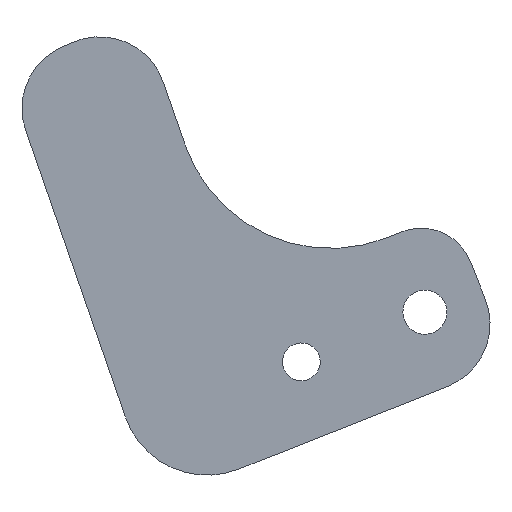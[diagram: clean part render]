
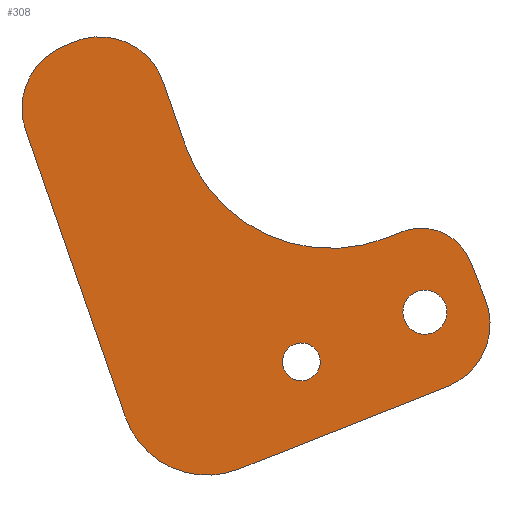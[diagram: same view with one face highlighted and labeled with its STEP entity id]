
A CAD part, left-side view. The second image highlights one B-rep face of the part: STEP entity #308.
In plain terms, the highlighted planar face has unit normal (-1, 0, 0).
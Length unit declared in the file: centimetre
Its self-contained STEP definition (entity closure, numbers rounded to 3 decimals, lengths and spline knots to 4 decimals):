
#17=FACE_BOUND('',#61,.T.);
#18=FACE_BOUND('',#62,.T.);
#26=PLANE('',#354);
#42=FACE_OUTER_BOUND('',#60,.T.);
#60=EDGE_LOOP('',(#271,#272,#273,#274,#275,#276,#277,#278,#279,#280,#281,
#282));
#61=EDGE_LOOP('',(#283));
#62=EDGE_LOOP('',(#284));
#67=LINE('',#467,#93);
#71=LINE('',#479,#97);
#75=LINE('',#491,#101);
#79=LINE('',#503,#105);
#83=LINE('',#515,#109);
#87=LINE('',#527,#113);
#93=VECTOR('',#375,1.);
#97=VECTOR('',#387,1.);
#101=VECTOR('',#399,1.);
#105=VECTOR('',#411,1.);
#109=VECTOR('',#423,1.);
#113=VECTOR('',#435,1.);
#115=CIRCLE('',#324,0.0984);
#117=CIRCLE('',#327,0.1146);
#120=CIRCLE('',#332,0.35);
#122=CIRCLE('',#336,0.45);
#124=CIRCLE('',#340,0.35);
#126=CIRCLE('',#344,0.35);
#128=CIRCLE('',#348,0.8);
#130=CIRCLE('',#352,0.275);
#131=VERTEX_POINT('',#449);
#133=VERTEX_POINT('',#455);
#137=VERTEX_POINT('',#464);
#138=VERTEX_POINT('',#466);
#140=VERTEX_POINT('',#472);
#142=VERTEX_POINT('',#478);
#144=VERTEX_POINT('',#484);
#146=VERTEX_POINT('',#490);
#148=VERTEX_POINT('',#496);
#150=VERTEX_POINT('',#502);
#152=VERTEX_POINT('',#508);
#154=VERTEX_POINT('',#514);
#156=VERTEX_POINT('',#520);
#158=VERTEX_POINT('',#526);
#159=EDGE_CURVE('',#131,#131,#115,.T.);
#162=EDGE_CURVE('',#133,#133,#117,.T.);
#167=EDGE_CURVE('',#138,#137,#67,.T.);
#170=EDGE_CURVE('',#140,#138,#120,.T.);
#173=EDGE_CURVE('',#142,#140,#71,.T.);
#176=EDGE_CURVE('',#144,#142,#122,.T.);
#179=EDGE_CURVE('',#146,#144,#75,.T.);
#182=EDGE_CURVE('',#148,#146,#124,.T.);
#185=EDGE_CURVE('',#150,#148,#79,.T.);
#188=EDGE_CURVE('',#152,#150,#126,.T.);
#191=EDGE_CURVE('',#154,#152,#83,.T.);
#194=EDGE_CURVE('',#156,#154,#128,.T.);
#197=EDGE_CURVE('',#158,#156,#87,.T.);
#200=EDGE_CURVE('',#137,#158,#130,.T.);
#271=ORIENTED_EDGE('',*,*,#200,.T.);
#272=ORIENTED_EDGE('',*,*,#197,.T.);
#273=ORIENTED_EDGE('',*,*,#194,.T.);
#274=ORIENTED_EDGE('',*,*,#191,.T.);
#275=ORIENTED_EDGE('',*,*,#188,.T.);
#276=ORIENTED_EDGE('',*,*,#185,.T.);
#277=ORIENTED_EDGE('',*,*,#182,.T.);
#278=ORIENTED_EDGE('',*,*,#179,.T.);
#279=ORIENTED_EDGE('',*,*,#176,.T.);
#280=ORIENTED_EDGE('',*,*,#173,.T.);
#281=ORIENTED_EDGE('',*,*,#170,.T.);
#282=ORIENTED_EDGE('',*,*,#167,.T.);
#283=ORIENTED_EDGE('',*,*,#159,.T.);
#284=ORIENTED_EDGE('',*,*,#162,.T.);
#308=ADVANCED_FACE('',(#42,#17,#18),#26,.F.);
#324=AXIS2_PLACEMENT_3D('',#450,#359,#360);
#327=AXIS2_PLACEMENT_3D('',#456,#366,#367);
#332=AXIS2_PLACEMENT_3D('',#473,#381,#382);
#336=AXIS2_PLACEMENT_3D('',#485,#393,#394);
#340=AXIS2_PLACEMENT_3D('',#497,#405,#406);
#344=AXIS2_PLACEMENT_3D('',#509,#417,#418);
#348=AXIS2_PLACEMENT_3D('',#521,#429,#430);
#352=AXIS2_PLACEMENT_3D('',#531,#441,#442);
#354=AXIS2_PLACEMENT_3D('',#533,#445,#446);
#359=DIRECTION('center_axis',(1.,0.,0.));
#360=DIRECTION('ref_axis',(0.,-0.373,-0.928));
#366=DIRECTION('center_axis',(1.,0.,0.));
#367=DIRECTION('ref_axis',(0.,-0.373,-0.928));
#375=DIRECTION('',(0.,0.368,0.93));
#381=DIRECTION('center_axis',(-1.,0.,0.));
#382=DIRECTION('ref_axis',(0.,-0.93,0.368));
#387=DIRECTION('',(0.,-0.93,0.368));
#393=DIRECTION('center_axis',(-1.,0.,0.));
#394=DIRECTION('ref_axis',(0.,-0.368,-0.93));
#399=DIRECTION('',(0.,-0.328,-0.945));
#405=DIRECTION('center_axis',(-1.,0.,0.));
#406=DIRECTION('ref_axis',(0.,0.945,-0.328));
#411=DIRECTION('',(0.,0.923,-0.386));
#417=DIRECTION('center_axis',(-1.,0.,0.));
#418=DIRECTION('ref_axis',(0.,0.386,0.923));
#423=DIRECTION('',(0.,0.328,0.945));
#429=DIRECTION('center_axis',(1.,0.,0.));
#430=DIRECTION('ref_axis',(0.,-0.368,-0.93));
#435=DIRECTION('',(0.,0.93,-0.368));
#441=DIRECTION('center_axis',(-1.,0.,0.));
#442=DIRECTION('ref_axis',(0.,0.368,0.93));
#445=DIRECTION('center_axis',(1.,0.,0.));
#446=DIRECTION('ref_axis',(0.,0.,-1.));
#449=CARTESIAN_POINT('',(-0.1224,18.7766,-7.6793));
#450=CARTESIAN_POINT('Origin',(-0.1224,18.7399,-7.7706));
#455=CARTESIAN_POINT('',(-0.1224,18.1403,-7.4059));
#456=CARTESIAN_POINT('Origin',(-0.1224,18.0975,-7.5122));
#464=CARTESIAN_POINT('',(-0.1224,17.861,-7.2498));
#466=CARTESIAN_POINT('',(-0.1224,17.7839,-7.4446));
#467=CARTESIAN_POINT('',(-0.1224,17.7839,-7.4446));
#472=CARTESIAN_POINT('',(-0.1224,17.9806,-7.8988));
#473=CARTESIAN_POINT('Origin',(-0.1224,18.1093,-7.5734));
#478=CARTESIAN_POINT('',(-0.1224,19.0635,-8.3273));
#479=CARTESIAN_POINT('',(-0.1224,19.0635,-8.3273));
#484=CARTESIAN_POINT('',(-0.1224,19.6541,-8.0566));
#485=CARTESIAN_POINT('Origin',(-0.1224,19.2291,-7.9089));
#490=CARTESIAN_POINT('',(-0.1224,20.1712,-6.5691));
#491=CARTESIAN_POINT('',(-0.1224,20.1712,-6.5691));
#496=CARTESIAN_POINT('',(-0.1224,19.9756,-6.1312));
#497=CARTESIAN_POINT('Origin',(-0.1224,19.8407,-6.4542));
#502=CARTESIAN_POINT('',(-0.1224,19.9222,-6.1089));
#503=CARTESIAN_POINT('',(-0.1224,19.9222,-6.1089));
#508=CARTESIAN_POINT('',(-0.1224,19.4566,-6.3169));
#509=CARTESIAN_POINT('Origin',(-0.1224,19.7872,-6.4318));
#514=CARTESIAN_POINT('',(-0.1224,19.343,-6.6438));
#515=CARTESIAN_POINT('',(-0.1224,19.343,-6.6438));
#520=CARTESIAN_POINT('',(-0.1224,18.293,-7.125));
#521=CARTESIAN_POINT('Origin',(-0.1224,18.5874,-6.3811));
#526=CARTESIAN_POINT('',(-0.1224,18.2178,-7.0953));
#527=CARTESIAN_POINT('',(-0.1224,18.2178,-7.0953));
#531=CARTESIAN_POINT('Origin',(-0.1224,18.1167,-7.351));
#533=CARTESIAN_POINT('Origin',(-0.1224,18.975,-7.2204));
